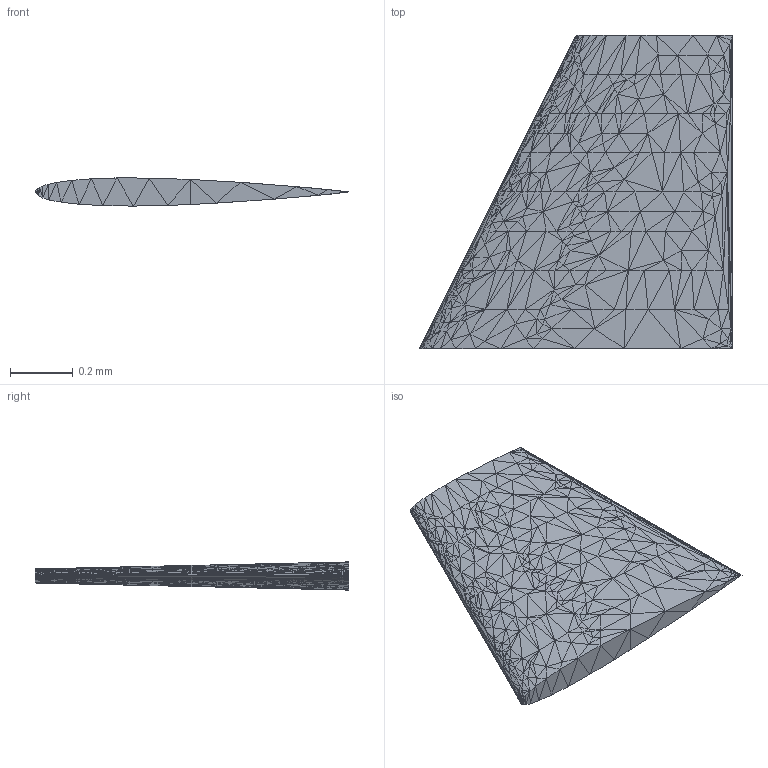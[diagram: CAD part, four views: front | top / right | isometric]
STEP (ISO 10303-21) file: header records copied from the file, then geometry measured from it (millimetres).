
FILE_DESCRIPTION((''),'2;1');
FILE_NAME('wing', '2025-11-08T20:44:07', (''), (''), 'ImageToStl.com STEP Converter','', '');
FILE_SCHEMA(('AUTOMOTIVE_DESIGN_CC2'));
Length unit declared in the file: metre
Products named in the file (1): product0
Bounding box: 1 x 1 x 0.09 mm (x, y, z)
Surface area: 1.6 mm2 (no closed solid volume)
Topology: 0 solids, 1618 shells, 1618 faces, 4854 edges, 811 vertices
Faces by surface type: plane 1618
Entity records: 37246 total; most frequent: DIRECTION 8092, ORIENTED_EDGE 4854, EDGE_CURVE 4854, LINE 4854, VECTOR 4854, AXIS2_PLACEMENT_3D 1619, FACE_SURFACE 1618, PLANE 1618
